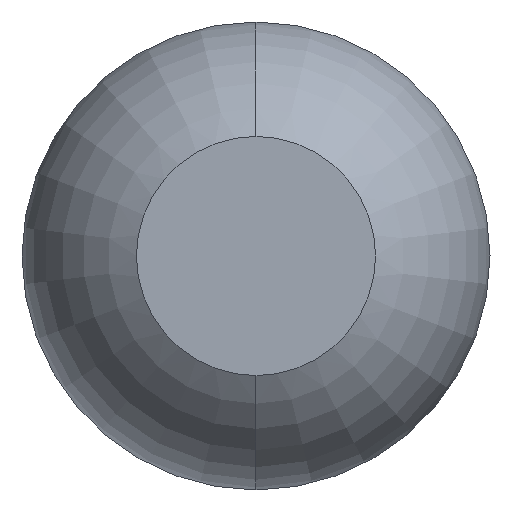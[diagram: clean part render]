
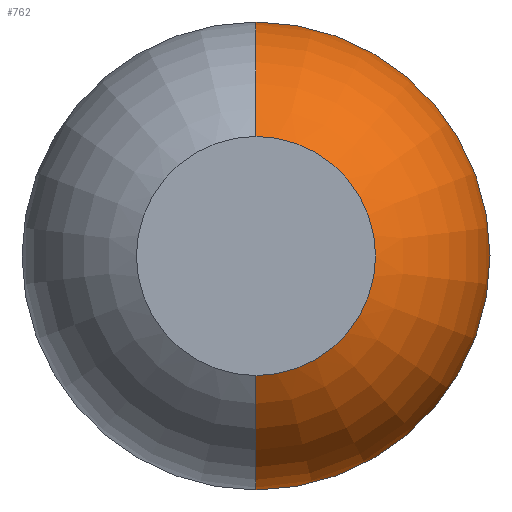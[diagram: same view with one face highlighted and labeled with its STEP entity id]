
A CAD part, front view. The second image highlights one B-rep face of the part: STEP entity #762.
In plain terms, the highlighted toroidal (fillet/blend) face has major radius 0.035 mm and minor radius 0.65 mm.
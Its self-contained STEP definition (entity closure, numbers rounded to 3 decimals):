
#294 = ORIENTED_EDGE ( 'NONE', *, *, #3044, .F. ) ;
#478 = CARTESIAN_POINT ( 'NONE',  ( 0., -25., 0.35 ) ) ;
#743 = EDGE_CURVE ( 'NONE', #2468, #1049, #4041, .T. ) ;
#762 = ADVANCED_FACE ( 'Defeature ausgef�hrt2_4', ( #3505 ), #3737, .T. ) ;
#888 = DIRECTION ( 'NONE',  ( 0., 0., 1. ) ) ;
#914 = DIRECTION ( 'NONE',  ( 0., -1., 0. ) ) ;
#952 = EDGE_CURVE ( 'NONE', #2424, #2141, #2799, .T. ) ;
#1039 = AXIS2_PLACEMENT_3D ( 'NONE', #3683, #2697, #2681 ) ;
#1049 = VERTEX_POINT ( 'NONE', #2063 ) ;
#1277 = DIRECTION ( 'NONE',  ( -1., 0., 0. ) ) ;
#1316 = AXIS2_PLACEMENT_3D ( 'NONE', #2587, #1277, #888 ) ;
#1346 = CARTESIAN_POINT ( 'NONE',  ( 0., -24.431, 0.685 ) ) ;
#1438 = CIRCLE ( 'NONE', #1969, 0.35 ) ;
#1636 = CARTESIAN_POINT ( 'NONE',  ( 0., -24.431, 0. ) ) ;
#1656 = DIRECTION ( 'NONE',  ( 0., 0., -1. ) ) ;
#1730 = EDGE_CURVE ( 'Defeature ausgef�hrt2_4+Defeature ausgef�hrt2_5+Defeature ausgef�hrt2_5+Defeature ausgef�hrt2_5', #2468, #2424, #2313, .T. ) ;
#1969 = AXIS2_PLACEMENT_3D ( 'NONE', #2817, #3778, #2833 ) ;
#2063 = CARTESIAN_POINT ( 'NONE',  ( 0., -25., -0.35 ) ) ;
#2141 = VERTEX_POINT ( 'NONE', #478 ) ;
#2201 = ORIENTED_EDGE ( 'NONE', *, *, #743, .F. ) ;
#2312 = CARTESIAN_POINT ( 'NONE',  ( 0., -24.431, -0.685 ) ) ;
#2313 = CIRCLE ( 'NONE', #3751, 0.685 ) ;
#2424 = VERTEX_POINT ( 'NONE', #1346 ) ;
#2468 = VERTEX_POINT ( 'NONE', #2312 ) ;
#2587 = CARTESIAN_POINT ( 'NONE',  ( 0., -24.431, -0.035 ) ) ;
#2639 = ORIENTED_EDGE ( 'NONE', *, *, #1730, .T. ) ;
#2649 = DIRECTION ( 'NONE',  ( 0., -1., 0. ) ) ;
#2681 = DIRECTION ( 'NONE',  ( 0., 0., -1. ) ) ;
#2697 = DIRECTION ( 'NONE',  ( 1., 0., 0. ) ) ;
#2799 = CIRCLE ( 'NONE', #1039, 0.65 ) ;
#2817 = CARTESIAN_POINT ( 'NONE',  ( 0., -25., 0. ) ) ;
#2833 = DIRECTION ( 'NONE',  ( 0., 0., -1. ) ) ;
#2864 = DIRECTION ( 'NONE',  ( 0., 0., -1. ) ) ;
#3044 = EDGE_CURVE ( 'Defeature ausgef�hrt2_10+Defeature ausgef�hrt2_4+Defeature ausgef�hrt2_4+Defeature ausgef�hrt2_4', #1049, #2141, #1438, .T. ) ;
#3301 = AXIS2_PLACEMENT_3D ( 'NONE', #3841, #914, #2864 ) ;
#3505 = FACE_OUTER_BOUND ( 'NONE', #4134, .T. ) ;
#3683 = CARTESIAN_POINT ( 'NONE',  ( 0., -24.431, 0.035 ) ) ;
#3737 = TOROIDAL_SURFACE ( 'NONE', #3301, 0.035, 0.65 ) ;
#3751 = AXIS2_PLACEMENT_3D ( 'NONE', #1636, #2649, #1656 ) ;
#3778 = DIRECTION ( 'NONE',  ( 0., -1., 0. ) ) ;
#3841 = CARTESIAN_POINT ( 'NONE',  ( 0., -24.431, 0. ) ) ;
#3853 = ORIENTED_EDGE ( 'NONE', *, *, #952, .T. ) ;
#4041 = CIRCLE ( 'NONE', #1316, 0.65 ) ;
#4134 = EDGE_LOOP ( 'NONE', ( #2639, #3853, #294, #2201 ) ) ;
